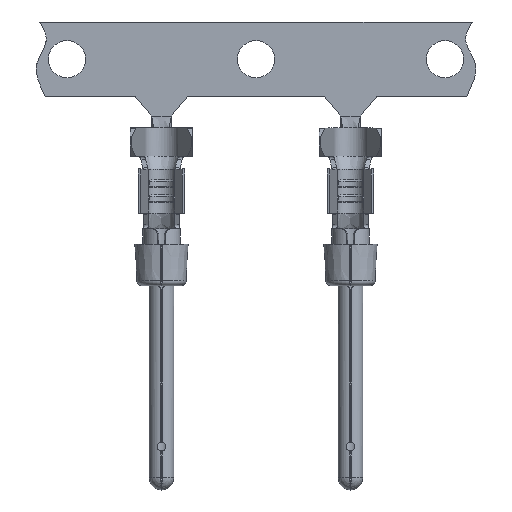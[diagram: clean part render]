
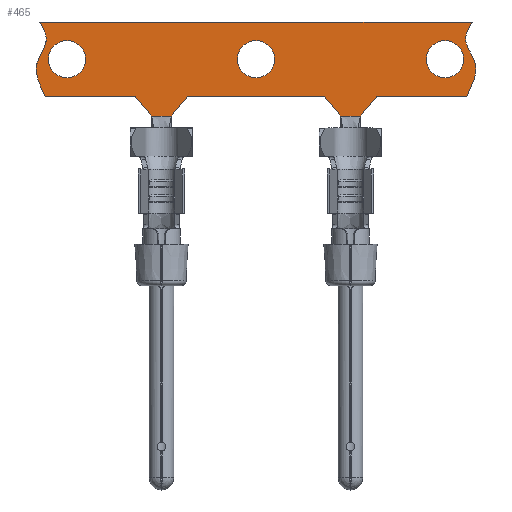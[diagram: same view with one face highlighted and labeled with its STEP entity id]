
A CAD part, top view. The second image highlights one B-rep face of the part: STEP entity #465.
In plain terms, the highlighted planar face has unit normal (0, 0, 1).
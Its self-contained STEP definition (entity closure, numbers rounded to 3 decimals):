
#465 = ADVANCED_FACE( '', ( #1119, #1120, #1121, #1122 ), #1123, .T. );
#1119 = FACE_BOUND( '', #2120, .T. );
#1120 = FACE_BOUND( '', #2121, .T. );
#1121 = FACE_BOUND( '', #2122, .T. );
#1122 = FACE_OUTER_BOUND( '', #2123, .T. );
#1123 = PLANE( '', #2124 );
#2120 = EDGE_LOOP( '', ( #4213 ) );
#2121 = EDGE_LOOP( '', ( #4214 ) );
#2122 = EDGE_LOOP( '', ( #4215 ) );
#2123 = EDGE_LOOP( '', ( #4216, #4217, #4218, #4219, #4220, #4221, #4222, #4223, #4224, #4225, #4226, #4227, #4228, #4229 ) );
#2124 = AXIS2_PLACEMENT_3D( '', #4230, #4231, #4232 );
#4213 = ORIENTED_EDGE( '', *, *, #6411, .F. );
#4214 = ORIENTED_EDGE( '', *, *, #6412, .F. );
#4215 = ORIENTED_EDGE( '', *, *, #6413, .F. );
#4216 = ORIENTED_EDGE( '', *, *, #6414, .F. );
#4217 = ORIENTED_EDGE( '', *, *, #6077, .T. );
#4218 = ORIENTED_EDGE( '', *, *, #6095, .F. );
#4219 = ORIENTED_EDGE( '', *, *, #6338, .T. );
#4220 = ORIENTED_EDGE( '', *, *, #6415, .T. );
#4221 = ORIENTED_EDGE( '', *, *, #6416, .T. );
#4222 = ORIENTED_EDGE( '', *, *, #6417, .T. );
#4223 = ORIENTED_EDGE( '', *, *, #6418, .F. );
#4224 = ORIENTED_EDGE( '', *, *, #6419, .T. );
#4225 = ORIENTED_EDGE( '', *, *, #6420, .T. );
#4226 = ORIENTED_EDGE( '', *, *, #6421, .T. );
#4227 = ORIENTED_EDGE( '', *, *, #6116, .T. );
#4228 = ORIENTED_EDGE( '', *, *, #6422, .F. );
#4229 = ORIENTED_EDGE( '', *, *, #6423, .T. );
#4230 = CARTESIAN_POINT( '', ( -3.81, 9.13, -0.55 ) );
#4231 = DIRECTION( '', ( 0., 0., 1. ) );
#4232 = DIRECTION( '', ( 1., 0., 0. ) );
#6077 = EDGE_CURVE( '', #7119, #7123, #7125, .T. );
#6095 = EDGE_CURVE( '', #7156, #7123, #7157, .T. );
#6116 = EDGE_CURVE( '', #7193, #7191, #7194, .T. );
#6338 = EDGE_CURVE( '', #7156, #7565, #7567, .T. );
#6411 = EDGE_CURVE( '', #7682, #7682, #7683, .T. );
#6412 = EDGE_CURVE( '', #7684, #7684, #7685, .T. );
#6413 = EDGE_CURVE( '', #7686, #7686, #7687, .T. );
#6414 = EDGE_CURVE( '', #7119, #7688, #7689, .T. );
#6415 = EDGE_CURVE( '', #7565, #7690, #7691, .T. );
#6416 = EDGE_CURVE( '', #7690, #7692, #7693, .T. );
#6417 = EDGE_CURVE( '', #7692, #7694, #7695, .T. );
#6418 = EDGE_CURVE( '', #7696, #7694, #7697, .T. );
#6419 = EDGE_CURVE( '', #7696, #7698, #7699, .T. );
#6420 = EDGE_CURVE( '', #7698, #7700, #7701, .T. );
#6421 = EDGE_CURVE( '', #7700, #7193, #7702, .T. );
#6422 = EDGE_CURVE( '', #7703, #7191, #7704, .T. );
#6423 = EDGE_CURVE( '', #7703, #7688, #7705, .T. );
#7119 = VERTEX_POINT( '', #8674 );
#7123 = VERTEX_POINT( '', #8684 );
#7125 = B_SPLINE_CURVE_WITH_KNOTS( '', 3, ( #8687, #8688, #8689, #8690, #8691, #8692 ), .UNSPECIFIED., .F., .F., ( 4, 1, 1, 4 ), ( 0., 0.232, 0.572, 1. ), .UNSPECIFIED. );
#7156 = VERTEX_POINT( '', #8772 );
#7157 = LINE( '', #8773, #8774 );
#7191 = VERTEX_POINT( '', #8826 );
#7193 = VERTEX_POINT( '', #8828 );
#7194 = LINE( '', #8829, #8830 );
#7565 = VERTEX_POINT( '', #9745 );
#7567 = LINE( '', #9747, #9748 );
#7682 = VERTEX_POINT( '', #9978 );
#7683 = CIRCLE( '', #9979, 0.75 );
#7684 = VERTEX_POINT( '', #9980 );
#7685 = CIRCLE( '', #9981, 0.75 );
#7686 = VERTEX_POINT( '', #9982 );
#7687 = CIRCLE( '', #9983, 0.75 );
#7688 = VERTEX_POINT( '', #9984 );
#7689 = LINE( '', #9985, #9986 );
#7690 = VERTEX_POINT( '', #9987 );
#7691 = LINE( '', #9988, #9989 );
#7692 = VERTEX_POINT( '', #9990 );
#7693 = LINE( '', #9991, #9992 );
#7694 = VERTEX_POINT( '', #9993 );
#7695 = LINE( '', #9994, #9995 );
#7696 = VERTEX_POINT( '', #9996 );
#7697 = LINE( '', #9997, #9998 );
#7698 = VERTEX_POINT( '', #9999 );
#7699 = LINE( '', #10000, #10001 );
#7700 = VERTEX_POINT( '', #10002 );
#7701 = LINE( '', #10003, #10004 );
#7702 = LINE( '', #10005, #10006 );
#7703 = VERTEX_POINT( '', #10007 );
#7704 = LINE( '', #10008, #10009 );
#7705 = B_SPLINE_CURVE_WITH_KNOTS( '', 3, ( #10010, #10011, #10012, #10013, #10014, #10015 ), .UNSPECIFIED., .F., .F., ( 4, 1, 1, 4 ), ( 0., 0.428, 0.768, 1. ), .UNSPECIFIED. );
#8674 = CARTESIAN_POINT( '', ( -12.52, 10.63, -0.55 ) );
#8684 = CARTESIAN_POINT( '', ( -12.311, 7.63, -0.55 ) );
#8687 = CARTESIAN_POINT( '', ( -12.52, 10.63, -0.55 ) );
#8688 = CARTESIAN_POINT( '', ( -12.392, 10.395, -0.55 ) );
#8689 = CARTESIAN_POINT( '', ( -12.072, 9.84, -0.55 ) );
#8690 = CARTESIAN_POINT( '', ( -12.934, 8.856, -0.55 ) );
#8691 = CARTESIAN_POINT( '', ( -12.514, 8.082, -0.55 ) );
#8692 = CARTESIAN_POINT( '', ( -12.311, 7.63, -0.55 ) );
#8772 = CARTESIAN_POINT( '', ( -8.687, 7.63, -0.55 ) );
#8773 = CARTESIAN_POINT( '', ( 6., 7.63, -0.55 ) );
#8774 = VECTOR( '', #12267, 1000. );
#8826 = CARTESIAN_POINT( '', ( 1.067, 7.63, -0.55 ) );
#8828 = CARTESIAN_POINT( '', ( 0.404, 6.84, -0.55 ) );
#8829 = CARTESIAN_POINT( '', ( 0.404, 6.84, -0.55 ) );
#8830 = VECTOR( '', #12290, 1000. );
#9745 = CARTESIAN_POINT( '', ( -8.024, 6.84, -0.55 ) );
#9747 = CARTESIAN_POINT( '', ( -8.687, 7.63, -0.55 ) );
#9748 = VECTOR( '', #12513, 1000. );
#9978 = CARTESIAN_POINT( '', ( -10.68, 9.13, -0.55 ) );
#9979 = AXIS2_PLACEMENT_3D( '', #12572, #12573, #12574 );
#9980 = CARTESIAN_POINT( '', ( 4.56, 9.13, -0.55 ) );
#9981 = AXIS2_PLACEMENT_3D( '', #12575, #12576, #12577 );
#9982 = CARTESIAN_POINT( '', ( -4.56, 9.13, -0.55 ) );
#9983 = AXIS2_PLACEMENT_3D( '', #12578, #12579, #12580 );
#9984 = CARTESIAN_POINT( '', ( 4.9, 10.63, -0.55 ) );
#9985 = CARTESIAN_POINT( '', ( -3.81, 10.63, -0.55 ) );
#9986 = VECTOR( '', #12581, 1000. );
#9987 = CARTESIAN_POINT( '', ( -8.016, 6.84, -0.55 ) );
#9988 = CARTESIAN_POINT( '', ( -8.024, 6.84, -0.55 ) );
#9989 = VECTOR( '', #12582, 1000. );
#9990 = CARTESIAN_POINT( '', ( -7.224, 6.84, -0.55 ) );
#9991 = CARTESIAN_POINT( '', ( -8.016, 6.84, -0.55 ) );
#9992 = VECTOR( '', #12583, 1000. );
#9993 = CARTESIAN_POINT( '', ( -6.561, 7.63, -0.55 ) );
#9994 = CARTESIAN_POINT( '', ( -7.224, 6.84, -0.55 ) );
#9995 = VECTOR( '', #12584, 1000. );
#9996 = CARTESIAN_POINT( '', ( -1.059, 7.63, -0.55 ) );
#9997 = CARTESIAN_POINT( '', ( 6., 7.63, -0.55 ) );
#9998 = VECTOR( '', #12585, 1000. );
#9999 = CARTESIAN_POINT( '', ( -0.396, 6.84, -0.55 ) );
#10000 = CARTESIAN_POINT( '', ( -1.059, 7.63, -0.55 ) );
#10001 = VECTOR( '', #12586, 1000. );
#10002 = CARTESIAN_POINT( '', ( 0.396, 6.84, -0.55 ) );
#10003 = CARTESIAN_POINT( '', ( -0.396, 6.84, -0.55 ) );
#10004 = VECTOR( '', #12587, 1000. );
#10005 = CARTESIAN_POINT( '', ( -0.396, 6.84, -0.55 ) );
#10006 = VECTOR( '', #12588, 1000. );
#10007 = CARTESIAN_POINT( '', ( 4.691, 7.63, -0.55 ) );
#10008 = CARTESIAN_POINT( '', ( 6., 7.63, -0.55 ) );
#10009 = VECTOR( '', #12589, 1000. );
#10010 = CARTESIAN_POINT( '', ( 4.691, 7.63, -0.55 ) );
#10011 = CARTESIAN_POINT( '', ( 4.894, 8.082, -0.55 ) );
#10012 = CARTESIAN_POINT( '', ( 5.314, 8.856, -0.55 ) );
#10013 = CARTESIAN_POINT( '', ( 4.452, 9.84, -0.55 ) );
#10014 = CARTESIAN_POINT( '', ( 4.772, 10.395, -0.55 ) );
#10015 = CARTESIAN_POINT( '', ( 4.9, 10.63, -0.55 ) );
#12267 = DIRECTION( '', ( -1., 0., 0. ) );
#12290 = DIRECTION( '', ( 0.643, 0.766, 0. ) );
#12513 = DIRECTION( '', ( 0.643, -0.766, 0. ) );
#12572 = CARTESIAN_POINT( '', ( -11.43, 9.13, -0.55 ) );
#12573 = DIRECTION( '', ( 0., 0., 1. ) );
#12574 = DIRECTION( '', ( 1., 0., 0. ) );
#12575 = CARTESIAN_POINT( '', ( 3.81, 9.13, -0.55 ) );
#12576 = DIRECTION( '', ( 0., 0., 1. ) );
#12577 = DIRECTION( '', ( 1., 0., 0. ) );
#12578 = CARTESIAN_POINT( '', ( -3.81, 9.13, -0.55 ) );
#12579 = DIRECTION( '', ( 0., 0., 1. ) );
#12580 = DIRECTION( '', ( -1., 0., 0. ) );
#12581 = DIRECTION( '', ( 1., 0., 0. ) );
#12582 = DIRECTION( '', ( 1., 0., 0. ) );
#12583 = DIRECTION( '', ( 1., 0., 0. ) );
#12584 = DIRECTION( '', ( 0.643, 0.766, 0. ) );
#12585 = DIRECTION( '', ( -1., 0., 0. ) );
#12586 = DIRECTION( '', ( 0.643, -0.766, 0. ) );
#12587 = DIRECTION( '', ( 1., 0., 0. ) );
#12588 = DIRECTION( '', ( 1., 0., 0. ) );
#12589 = DIRECTION( '', ( -1., 0., 0. ) );
